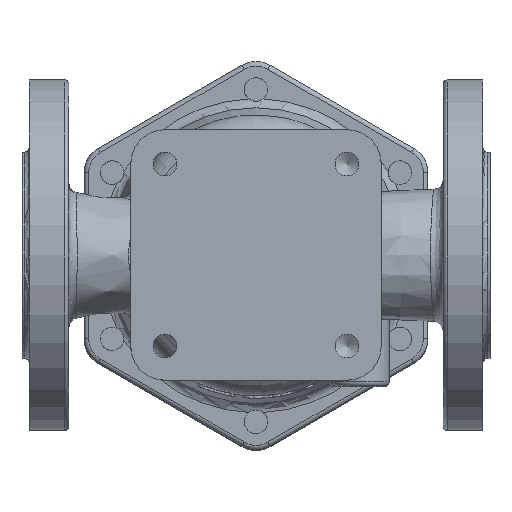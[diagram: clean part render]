
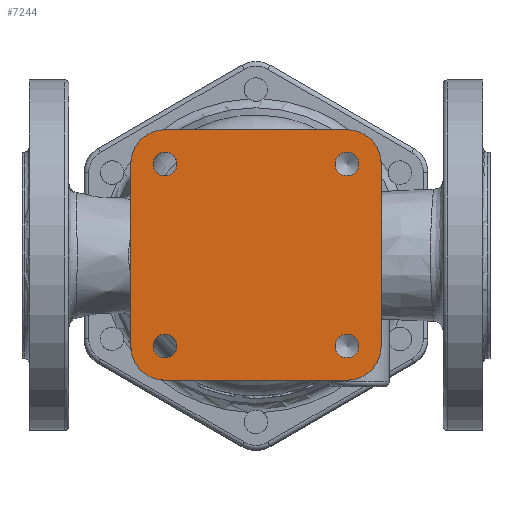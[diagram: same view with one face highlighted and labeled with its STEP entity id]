
A CAD part, top view. The second image highlights one B-rep face of the part: STEP entity #7244.
In plain terms, the highlighted planar face has unit normal (0, 0, 1).
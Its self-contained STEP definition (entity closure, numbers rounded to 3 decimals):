
#553=LINE('',#17292,#957);
#556=LINE('',#17300,#960);
#565=LINE('',#17626,#969);
#566=LINE('',#17628,#970);
#957=VECTOR('',#9923,77.782);
#960=VECTOR('',#9932,77.782);
#969=VECTOR('',#9999,77.782);
#970=VECTOR('',#10002,77.782);
#1340=PLANE('',#8030);
#1495=FACE_BOUND('',#2569,.T.);
#1496=FACE_BOUND('',#2570,.T.);
#1497=FACE_BOUND('',#2571,.T.);
#1498=FACE_BOUND('',#2572,.T.);
#1956=FACE_OUTER_BOUND('',#2568,.T.);
#2568=EDGE_LOOP('',(#6647,#6648,#6649,#6650,#6651,#6652,#6653,#6654));
#2569=EDGE_LOOP('',(#6655));
#2570=EDGE_LOOP('',(#6656));
#2571=EDGE_LOOP('',(#6657));
#2572=EDGE_LOOP('',(#6658));
#2917=CIRCLE('',#7906,5.053);
#2919=CIRCLE('',#7909,5.053);
#2921=CIRCLE('',#7913,5.053);
#2928=CIRCLE('',#7923,5.053);
#2971=CIRCLE('',#7995,14.609);
#2972=CIRCLE('',#7998,14.609);
#2983=CIRCLE('',#8025,14.609);
#2984=CIRCLE('',#8027,14.609);
#3587=VERTEX_POINT('',#16911);
#3590=VERTEX_POINT('',#16923);
#3592=VERTEX_POINT('',#16929);
#3596=VERTEX_POINT('',#16943);
#3636=VERTEX_POINT('',#17284);
#3637=VERTEX_POINT('',#17286);
#3638=VERTEX_POINT('',#17290);
#3639=VERTEX_POINT('',#17294);
#3640=VERTEX_POINT('',#17298);
#3644=VERTEX_POINT('',#17616);
#3645=VERTEX_POINT('',#17618);
#3646=VERTEX_POINT('',#17622);
#4530=EDGE_CURVE('',#3587,#3587,#2917,.T.);
#4533=EDGE_CURVE('',#3590,#3590,#2919,.T.);
#4535=EDGE_CURVE('',#3592,#3592,#2921,.T.);
#4542=EDGE_CURVE('',#3596,#3596,#2928,.T.);
#4617=EDGE_CURVE('',#3637,#3636,#2971,.T.);
#4620=EDGE_CURVE('',#3636,#3638,#553,.T.);
#4622=EDGE_CURVE('',#3638,#3639,#2972,.T.);
#4624=EDGE_CURVE('',#3639,#3640,#556,.T.);
#4645=EDGE_CURVE('',#3645,#3644,#2983,.T.);
#4648=EDGE_CURVE('',#3640,#3646,#2984,.T.);
#4649=EDGE_CURVE('',#3646,#3645,#565,.T.);
#4650=EDGE_CURVE('',#3644,#3637,#566,.T.);
#6647=ORIENTED_EDGE('',*,*,#4622,.T.);
#6648=ORIENTED_EDGE('',*,*,#4624,.T.);
#6649=ORIENTED_EDGE('',*,*,#4648,.T.);
#6650=ORIENTED_EDGE('',*,*,#4649,.T.);
#6651=ORIENTED_EDGE('',*,*,#4645,.T.);
#6652=ORIENTED_EDGE('',*,*,#4650,.T.);
#6653=ORIENTED_EDGE('',*,*,#4617,.T.);
#6654=ORIENTED_EDGE('',*,*,#4620,.T.);
#6655=ORIENTED_EDGE('',*,*,#4530,.T.);
#6656=ORIENTED_EDGE('',*,*,#4533,.T.);
#6657=ORIENTED_EDGE('',*,*,#4535,.T.);
#6658=ORIENTED_EDGE('',*,*,#4542,.T.);
#7244=ADVANCED_FACE('',(#1956,#1495,#1496,#1497,#1498),#1340,.F.);
#7906=AXIS2_PLACEMENT_3D('',#16912,#9717,#9718);
#7909=AXIS2_PLACEMENT_3D('',#16924,#9723,#9724);
#7913=AXIS2_PLACEMENT_3D('',#16930,#9731,#9732);
#7923=AXIS2_PLACEMENT_3D('',#16944,#9751,#9752);
#7995=AXIS2_PLACEMENT_3D('',#17287,#9917,#9918);
#7998=AXIS2_PLACEMENT_3D('',#17296,#9927,#9928);
#8025=AXIS2_PLACEMENT_3D('',#17619,#9989,#9990);
#8027=AXIS2_PLACEMENT_3D('',#17624,#9995,#9996);
#8030=AXIS2_PLACEMENT_3D('',#17629,#10003,#10004);
#9717=DIRECTION('center_axis',(0.,0.,
-1.));
#9718=DIRECTION('ref_axis',(0.,-1.,0.));
#9723=DIRECTION('center_axis',(0.,0.,
-1.));
#9724=DIRECTION('ref_axis',(-1.,0.,0.));
#9731=DIRECTION('center_axis',(0.,0.,
-1.));
#9732=DIRECTION('ref_axis',(0.,1.,0.));
#9751=DIRECTION('center_axis',(0.,0.,
-1.));
#9752=DIRECTION('ref_axis',(1.,0.,0.));
#9917=DIRECTION('center_axis',(0.,0.,
1.));
#9918=DIRECTION('ref_axis',(1.,0.,0.));
#9923=DIRECTION('',(-1.,0.,0.));
#9927=DIRECTION('center_axis',(0.,0.,
1.));
#9928=DIRECTION('ref_axis',(0.,1.,0.));
#9932=DIRECTION('',(0.,-1.,0.));
#9989=DIRECTION('center_axis',(0.,0.,
1.));
#9990=DIRECTION('ref_axis',(0.,-1.,0.));
#9995=DIRECTION('center_axis',(0.,0.,
1.));
#9996=DIRECTION('ref_axis',(-1.,0.,0.));
#9999=DIRECTION('',(1.,0.,0.));
#10002=DIRECTION('',(0.,1.,0.));
#10003=DIRECTION('center_axis',(0.,0.,
-1.));
#10004=DIRECTION('ref_axis',(-1.,0.,0.));
#16911=CARTESIAN_POINT('',(-38.891,-43.944,75.5));
#16912=CARTESIAN_POINT('Origin',(-38.891,-38.891,75.5));
#16923=CARTESIAN_POINT('',(-43.944,38.891,75.5));
#16924=CARTESIAN_POINT('Origin',(-38.891,38.891,75.5));
#16929=CARTESIAN_POINT('',(38.891,43.944,75.5));
#16930=CARTESIAN_POINT('Origin',(38.891,38.891,75.5));
#16943=CARTESIAN_POINT('',(43.944,-38.891,75.5));
#16944=CARTESIAN_POINT('Origin',(38.891,-38.891,75.5));
#17284=CARTESIAN_POINT('',(38.891,53.5,75.5));
#17286=CARTESIAN_POINT('',(53.5,38.891,75.5));
#17287=CARTESIAN_POINT('Origin',(38.891,38.891,75.5));
#17290=CARTESIAN_POINT('',(-38.891,53.5,75.5));
#17292=CARTESIAN_POINT('',(53.5,53.5,75.5));
#17294=CARTESIAN_POINT('',(-53.5,38.891,75.5));
#17296=CARTESIAN_POINT('Origin',(-38.891,38.891,75.5));
#17298=CARTESIAN_POINT('',(-53.5,-38.891,75.5));
#17300=CARTESIAN_POINT('',(-53.5,53.5,75.5));
#17616=CARTESIAN_POINT('',(53.5,-38.891,75.5));
#17618=CARTESIAN_POINT('',(38.891,-53.5,75.5));
#17619=CARTESIAN_POINT('Origin',(38.891,-38.891,75.5));
#17622=CARTESIAN_POINT('',(-38.891,-53.5,75.5));
#17624=CARTESIAN_POINT('Origin',(-38.891,-38.891,75.5));
#17626=CARTESIAN_POINT('',(-53.5,-53.5,75.5));
#17628=CARTESIAN_POINT('',(53.5,-53.5,75.5));
#17629=CARTESIAN_POINT('Origin',(0.,0.,
75.5));
